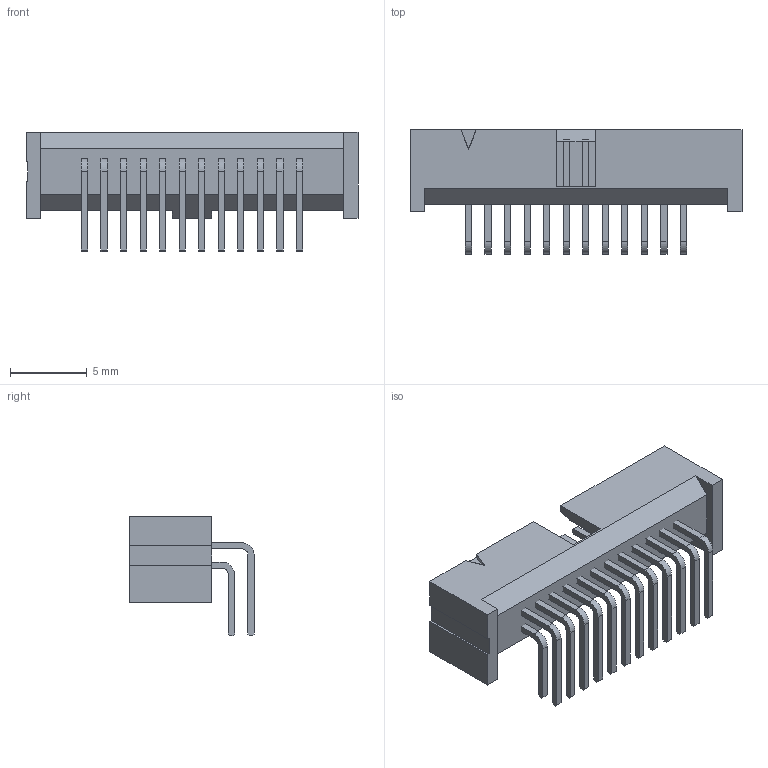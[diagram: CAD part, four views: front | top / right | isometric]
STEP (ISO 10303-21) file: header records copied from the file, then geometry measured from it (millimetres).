
FILE_DESCRIPTION( ( 'STEP AP214' ), '1' );
FILE_NAME( 'SHF-112-01-L-D-RA.stp', '2019-12-09T02:27:55', ( '' ), ( '' ), ' ', 'PARTsolutions', ' ' );
FILE_SCHEMA( ( 'AUTOMOTIVE_DESIGN { 1 0 10303 214 1 1 1 1 }' ) );
Length unit declared in the file: inch
Products named in the file (4): SHF-112-01-L-D-RA; _SHF-112-01-D_header; _SHF-First_Position_Indicator; _T-1S71-02-12-D-RA
Assembly tree (3 placements, depth 2):
  SHF-112-01-L-D-RA
    _SHF-112-01-D_header
    _SHF-First_Position_Indicator
    _T-1S71-02-12-D-RA
Bounding box: 21.59 x 8.08 x 7.75 mm (x, y, z)
Volume: 304.9 mm3; surface area: 1131.9 mm2
Topology: 3 solids, 3 shells, 428 faces, 1262 edges, 840 vertices
Faces by surface type: plane 380, cylinder 48
Entity records: 17544 total; most frequent: CARTESIAN_POINT 2534, ORIENTED_EDGE 2524, DIRECTION 2222, EDGE_CURVE 1262, LINE 1166, VECTOR 1166, VERTEX_POINT 840, AXIS2_PLACEMENT_3D 528
